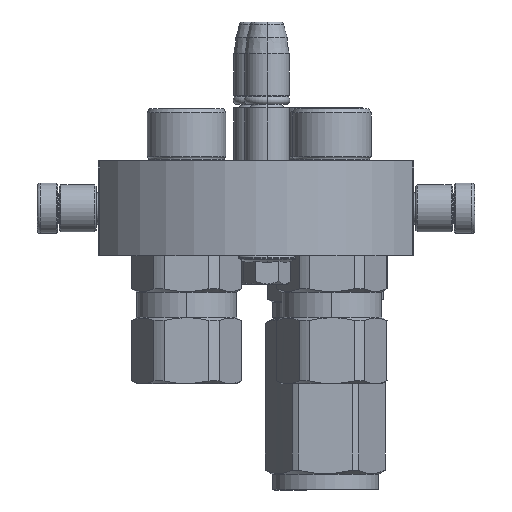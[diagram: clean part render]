
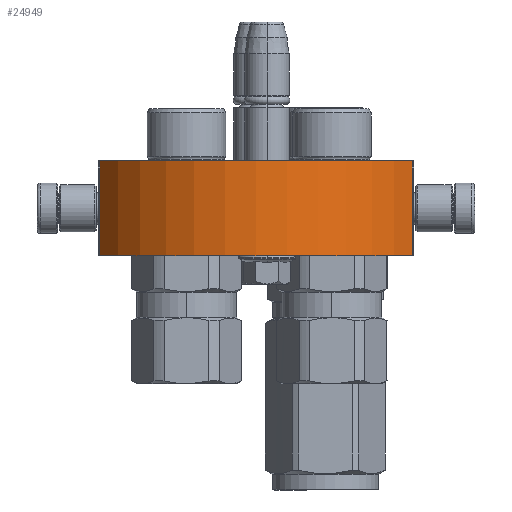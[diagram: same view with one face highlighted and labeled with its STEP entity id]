
A CAD part, left-side view. The second image highlights one B-rep face of the part: STEP entity #24949.
In plain terms, the highlighted cylindrical face has radius 57.25 mm (diameter 114.5 mm), a partial arc.
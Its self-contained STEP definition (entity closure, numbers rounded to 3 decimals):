
#2935 = VECTOR ( 'NONE', #18280, 1000. ) ;
#3999 = CIRCLE ( 'NONE', #35829, 57.25 ) ;
#7890 = CARTESIAN_POINT ( 'NONE',  ( -49.5, 0., -28.763 ) ) ;
#10307 = LINE ( 'NONE', #7890, #48263 ) ;
#12140 = LINE ( 'NONE', #39923, #2935 ) ;
#12885 = ORIENTED_EDGE ( 'NONE', *, *, #62149, .F. ) ;
#16131 = FACE_OUTER_BOUND ( 'NONE', #55891, .T. ) ;
#18280 = DIRECTION ( 'NONE',  ( 0., 1., 0. ) ) ;
#19018 = EDGE_CURVE ( 'NONE', #22044, #51040, #32163, .T. ) ;
#19355 = VERTEX_POINT ( 'NONE', #45193 ) ;
#22044 = VERTEX_POINT ( 'NONE', #27510 ) ;
#22636 = DIRECTION ( 'NONE',  ( 0., 1., 0. ) ) ;
#23983 = VERTEX_POINT ( 'NONE', #43590 ) ;
#24949 = ADVANCED_FACE ( 'NONE', ( #16131 ), #43172, .T. ) ;
#25557 = DIRECTION ( 'NONE',  ( 0.865, 0., -0.502 ) ) ;
#26890 = DIRECTION ( 'NONE',  ( 0.865, 0., -0.502 ) ) ;
#27130 = ORIENTED_EDGE ( 'NONE', *, *, #19018, .T. ) ;
#27510 = CARTESIAN_POINT ( 'NONE',  ( 49.5, 0., -28.763 ) ) ;
#31218 = DIRECTION ( 'NONE',  ( 0., 1., 0. ) ) ;
#32163 = CIRCLE ( 'NONE', #66155, 57.25 ) ;
#33007 = CARTESIAN_POINT ( 'NONE',  ( 0., 30., 0. ) ) ;
#35829 = AXIS2_PLACEMENT_3D ( 'NONE', #33007, #22636, #26890 ) ;
#36321 = ORIENTED_EDGE ( 'NONE', *, *, #47893, .F. ) ;
#38436 = CARTESIAN_POINT ( 'NONE',  ( -49.5, 0., -28.763 ) ) ;
#39646 = DIRECTION ( 'NONE',  ( 0., 1., 0. ) ) ;
#39923 = CARTESIAN_POINT ( 'NONE',  ( 49.5, 0., -28.763 ) ) ;
#43172 = CYLINDRICAL_SURFACE ( 'NONE', #68271, 57.25 ) ;
#43590 = CARTESIAN_POINT ( 'NONE',  ( 49.5, 30., -28.763 ) ) ;
#45193 = CARTESIAN_POINT ( 'NONE',  ( -49.5, 30., -28.763 ) ) ;
#47147 = ORIENTED_EDGE ( 'NONE', *, *, #54643, .T. ) ;
#47893 = EDGE_CURVE ( 'NONE', #23983, #19355, #3999, .T. ) ;
#48263 = VECTOR ( 'NONE', #39646, 1000. ) ;
#51040 = VERTEX_POINT ( 'NONE', #38436 ) ;
#52475 = CARTESIAN_POINT ( 'NONE',  ( 0., 0., 0. ) ) ;
#54643 = EDGE_CURVE ( 'NONE', #51040, #19355, #10307, .T. ) ;
#55891 = EDGE_LOOP ( 'NONE', ( #36321, #12885, #27130, #47147 ) ) ;
#56082 = CARTESIAN_POINT ( 'NONE',  ( 0., 0., 0. ) ) ;
#61502 = DIRECTION ( 'NONE',  ( 1., 0., 0. ) ) ;
#61735 = DIRECTION ( 'NONE',  ( 0., -1., 0. ) ) ;
#62149 = EDGE_CURVE ( 'NONE', #22044, #23983, #12140, .T. ) ;
#66155 = AXIS2_PLACEMENT_3D ( 'NONE', #52475, #31218, #25557 ) ;
#68271 = AXIS2_PLACEMENT_3D ( 'NONE', #56082, #61735, #61502 ) ;
